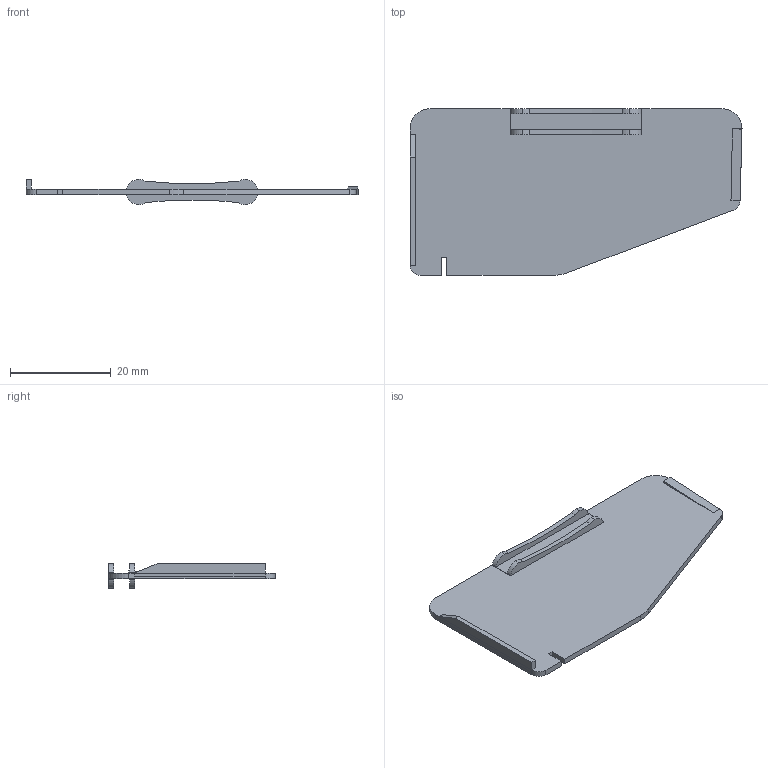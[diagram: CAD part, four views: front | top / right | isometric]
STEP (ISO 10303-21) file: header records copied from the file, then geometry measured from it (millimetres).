
FILE_DESCRIPTION(('FreeCAD Model'),'2;1');
FILE_NAME('Open CASCADE Shape Model','2024-03-22T12:42:04',(''),(''), 'Open CASCADE STEP processor 7.6','FreeCAD','Unknown');
FILE_SCHEMA(('AUTOMOTIVE_DESIGN { 1 0 10303 214 1 1 1 1 }'));
Length unit declared in the file: millimetre
Products named in the file (1): Тіло
Bounding box: 66 x 33.1 x 5 mm (x, y, z)
Volume: 2463.2 mm3; surface area: 4473.5 mm2
Topology: 1 solids, 1 shells, 80 faces, 217 edges, 138 vertices
Faces by surface type: plane 52, cylinder 28
Entity records: 2450 total; most frequent: CARTESIAN_POINT 424, DIRECTION 424, ORIENTED_EDGE 422, EDGE_CURVE 211, LINE 152, VECTOR 152, AXIS2_PLACEMENT_3D 136, VERTEX_POINT 136
